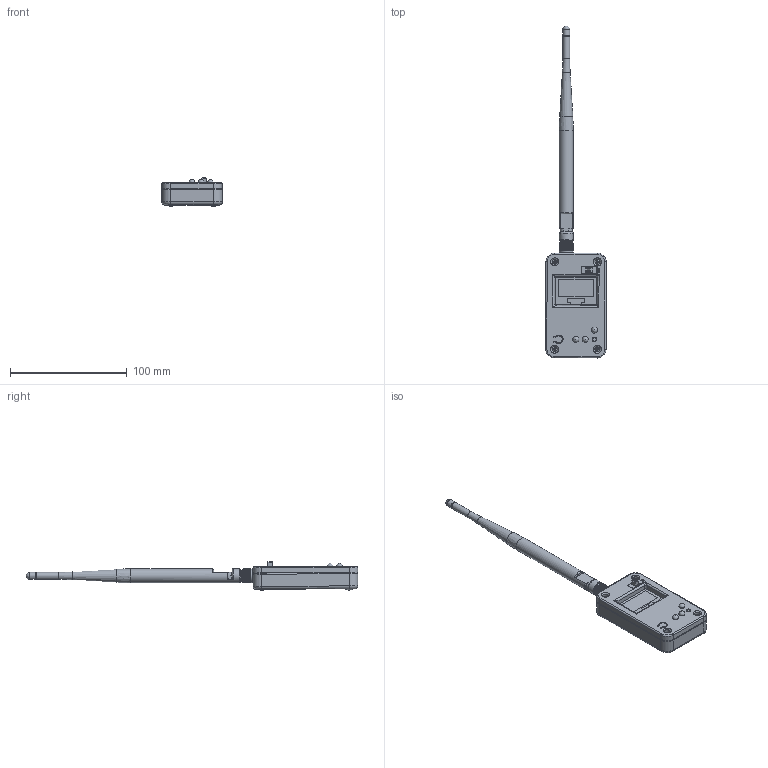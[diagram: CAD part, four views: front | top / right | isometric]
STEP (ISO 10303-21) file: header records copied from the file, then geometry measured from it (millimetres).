
FILE_DESCRIPTION(/* description */ (''),/* implementation_level */ '2;1');
FILE_NAME(/* name */ 'steadyblue_cadmodel.stp',/* time_stamp */ '2025-02-01T05:25:10+01:00',/* author */ ('ulyss'),/* organization */ (''),/* preprocessor_version */ 'ST-DEVELOPER v19.2',/* originating_system */ 'Autodesk Inventor 2024',/* authorisation */ '');
FILE_SCHEMA (('AUTOMOTIVE_DESIGN { 1 0 10303 214 3 1 1 }'));
Products named in the file (7): pcb; caseP1; caseP2; 3D_PCB-steady_2024-06-10; Pièce1; battery; DIN 7985 (H) - M2x2-H
Assembly tree (9 placements, depth 2):
  pcb
    caseP1
    caseP2
    3D_PCB-steady_2024-06-10
    Pièce1
    battery
    DIN 7985 (H) - M2x2-H  x4
Bounding box: 51.9 x 284.93 x 24.6 mm (x, y, z)
Volume: 59015.3 mm3; surface area: 51277.3 mm2
Topology: 29 solids, 29 shells, 3481 faces, 9375 edges, 6136 vertices
Faces by surface type: plane 2237, bspline 655, cylinder 429, cone 75, torus 50, sphere 35
Full cylindrical faces by diameter (mm): 0.3 x1, 0.5 x1, 0.65 x4, 0.699 x1, 0.8 x4, 0.813 x6, 0.9 x1, 1 x1, 1.8 x4, 2 x4, 2.3 x4, 2.5 x4, 3.15 x4, 4 x3, 4.5 x1, 5 x7, 5.1 x3, 5.3 x1, 5.35 x1, 6 x12, 6.001 x1, 6.588 x1, 7 x2, 7.008 x1, 10 x1, 11.348 x11, 11.927 x13, 12 x1
Entity records: 142096 total; most frequent: CARTESIAN_POINT 57367, ORIENTED_EDGE 18068, DIRECTION 14779, EDGE_CURVE 9034, LINE 6637, VECTOR 6637, VERTEX_POINT 5929, AXIS2_PLACEMENT_3D 4071
